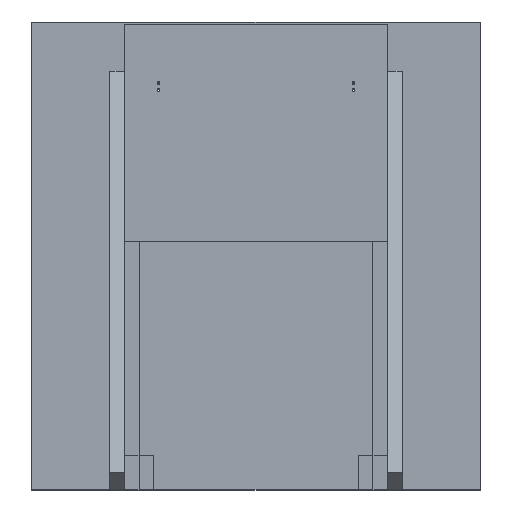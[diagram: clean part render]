
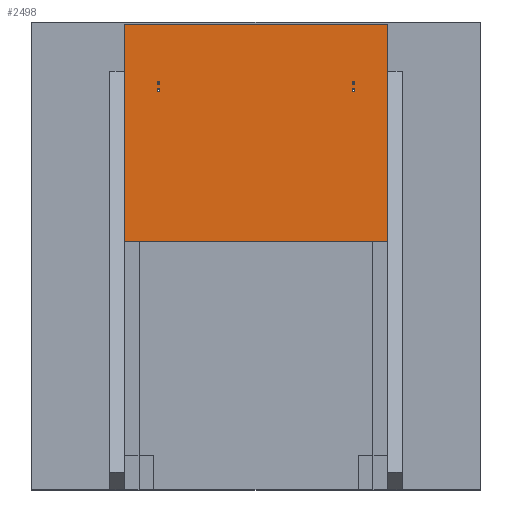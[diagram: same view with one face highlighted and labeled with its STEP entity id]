
A CAD part, top view. The second image highlights one B-rep face of the part: STEP entity #2498.
In plain terms, the highlighted face is planar.
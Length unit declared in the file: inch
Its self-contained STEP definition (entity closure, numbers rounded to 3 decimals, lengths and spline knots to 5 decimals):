
#25 = AXIS2_PLACEMENT_3D ( 'NONE', #2019, #226, #1794 ) ;
#36 = DIRECTION ( 'NONE',  ( 0., 1., 0. ) ) ;
#51 = CARTESIAN_POINT ( 'NONE',  ( 23.5, 0., -15.63281 ) ) ;
#57 = EDGE_CURVE ( 'NONE', #1353, #1497, #1027, .T. ) ;
#61 = CIRCLE ( 'NONE', #182, 0.13281 ) ;
#75 = PLANE ( 'NONE',  #25 ) ;
#140 = CARTESIAN_POINT ( 'NONE',  ( 3.5, 0., -15.63281 ) ) ;
#152 = EDGE_LOOP ( 'NONE', ( #1419, #2080 ) ) ;
#164 = EDGE_CURVE ( 'NONE', #1840, #590, #2296, .T. ) ;
#182 = AXIS2_PLACEMENT_3D ( 'NONE', #1472, #690, #1636 ) ;
#199 = ORIENTED_EDGE ( 'NONE', *, *, #2453, .T. ) ;
#205 = DIRECTION ( 'NONE',  ( 1., 0., 0. ) ) ;
#211 = DIRECTION ( 'NONE',  ( 0., 0., 1. ) ) ;
#226 = DIRECTION ( 'NONE',  ( 0., -1., 0. ) ) ;
#253 = EDGE_CURVE ( 'NONE', #641, #1071, #809, .T. ) ;
#314 = ORIENTED_EDGE ( 'NONE', *, *, #1025, .T. ) ;
#351 = AXIS2_PLACEMENT_3D ( 'NONE', #1204, #1439, #1623 ) ;
#356 = CIRCLE ( 'NONE', #1000, 0.13281 ) ;
#365 = CARTESIAN_POINT ( 'NONE',  ( 0., 0., -22.25 ) ) ;
#406 = ORIENTED_EDGE ( 'NONE', *, *, #1877, .T. ) ;
#423 = DIRECTION ( 'NONE',  ( 0., 1., 0. ) ) ;
#429 = EDGE_LOOP ( 'NONE', ( #1229, #1093, #1687, #1328 ) ) ;
#448 = ORIENTED_EDGE ( 'NONE', *, *, #698, .T. ) ;
#497 = CARTESIAN_POINT ( 'NONE',  ( 23.5, 0., -16.38281 ) ) ;
#563 = CIRCLE ( 'NONE', #2245, 0.13281 ) ;
#590 = VERTEX_POINT ( 'NONE', #51 ) ;
#597 = EDGE_CURVE ( 'NONE', #1071, #641, #61, .T. ) ;
#626 = CARTESIAN_POINT ( 'NONE',  ( 27., 0., 0. ) ) ;
#635 = CARTESIAN_POINT ( 'NONE',  ( 3.5, 0., -16.11719 ) ) ;
#641 = VERTEX_POINT ( 'NONE', #668 ) ;
#668 = CARTESIAN_POINT ( 'NONE',  ( 3.5, 0., -15.36719 ) ) ;
#690 = DIRECTION ( 'NONE',  ( 0., 1., 0. ) ) ;
#698 = EDGE_CURVE ( 'NONE', #1192, #2051, #804, .T. ) ;
#709 = FACE_BOUND ( 'NONE', #2236, .T. ) ;
#742 = DIRECTION ( 'NONE',  ( 0., 0., 1. ) ) ;
#776 = CARTESIAN_POINT ( 'NONE',  ( 23.5, 0., -16.25 ) ) ;
#795 = CARTESIAN_POINT ( 'NONE',  ( 23.5, 0., -15.36719 ) ) ;
#804 = CIRCLE ( 'NONE', #351, 0.13281 ) ;
#809 = CIRCLE ( 'NONE', #1672, 0.13281 ) ;
#825 = VERTEX_POINT ( 'NONE', #497 ) ;
#839 = CIRCLE ( 'NONE', #1902, 0.13281 ) ;
#1000 = AXIS2_PLACEMENT_3D ( 'NONE', #1557, #2345, #742 ) ;
#1025 = EDGE_CURVE ( 'NONE', #590, #1840, #356, .T. ) ;
#1027 = LINE ( 'NONE', #1441, #1341 ) ;
#1028 = DIRECTION ( 'NONE',  ( 0., 0., 1. ) ) ;
#1047 = CARTESIAN_POINT ( 'NONE',  ( 0., 0., 0. ) ) ;
#1062 = EDGE_LOOP ( 'NONE', ( #406, #199 ) ) ;
#1071 = VERTEX_POINT ( 'NONE', #140 ) ;
#1093 = ORIENTED_EDGE ( 'NONE', *, *, #57, .F. ) ;
#1104 = CARTESIAN_POINT ( 'NONE',  ( 27., 0., -22.25 ) ) ;
#1108 = DIRECTION ( 'NONE',  ( 0., 1., 0. ) ) ;
#1138 = EDGE_CURVE ( 'NONE', #2051, #1192, #563, .T. ) ;
#1151 = EDGE_CURVE ( 'NONE', #1850, #1353, #2199, .T. ) ;
#1175 = CARTESIAN_POINT ( 'NONE',  ( 0., 0., 0. ) ) ;
#1192 = VERTEX_POINT ( 'NONE', #1803 ) ;
#1198 = CARTESIAN_POINT ( 'NONE',  ( 27., 0., 0. ) ) ;
#1200 = DIRECTION ( 'NONE',  ( 0., 0., 1. ) ) ;
#1204 = CARTESIAN_POINT ( 'NONE',  ( 3.5, 0., -16.25 ) ) ;
#1207 = VECTOR ( 'NONE', #1028, 39.37008 ) ;
#1210 = EDGE_CURVE ( 'NONE', #2161, #1850, #2389, .T. ) ;
#1224 = DIRECTION ( 'NONE',  ( 0., 0., -1. ) ) ;
#1229 = ORIENTED_EDGE ( 'NONE', *, *, #2028, .F. ) ;
#1232 = LINE ( 'NONE', #2413, #1207 ) ;
#1249 = AXIS2_PLACEMENT_3D ( 'NONE', #2111, #1108, #1704 ) ;
#1273 = CARTESIAN_POINT ( 'NONE',  ( 3.5, 0., -15.5 ) ) ;
#1328 = ORIENTED_EDGE ( 'NONE', *, *, #1210, .F. ) ;
#1341 = VECTOR ( 'NONE', #1397, 39.37008 ) ;
#1353 = VERTEX_POINT ( 'NONE', #1104 ) ;
#1397 = DIRECTION ( 'NONE',  ( -1., 0., 0. ) ) ;
#1419 = ORIENTED_EDGE ( 'NONE', *, *, #597, .T. ) ;
#1433 = CARTESIAN_POINT ( 'NONE',  ( 3.5, 0., -16.25 ) ) ;
#1439 = DIRECTION ( 'NONE',  ( 0., 1., 0. ) ) ;
#1441 = CARTESIAN_POINT ( 'NONE',  ( 0., 0., -22.25 ) ) ;
#1465 = VECTOR ( 'NONE', #205, 39.37008 ) ;
#1472 = CARTESIAN_POINT ( 'NONE',  ( 3.5, 0., -15.5 ) ) ;
#1474 = VERTEX_POINT ( 'NONE', #2147 ) ;
#1497 = VERTEX_POINT ( 'NONE', #365 ) ;
#1557 = CARTESIAN_POINT ( 'NONE',  ( 23.5, 0., -15.5 ) ) ;
#1567 = ORIENTED_EDGE ( 'NONE', *, *, #1138, .T. ) ;
#1568 = DIRECTION ( 'NONE',  ( 0., 1., 0. ) ) ;
#1623 = DIRECTION ( 'NONE',  ( 0., 0., 1. ) ) ;
#1632 = FACE_BOUND ( 'NONE', #2140, .T. ) ;
#1636 = DIRECTION ( 'NONE',  ( 0., 0., 1. ) ) ;
#1652 = DIRECTION ( 'NONE',  ( 0., 1., 0. ) ) ;
#1672 = AXIS2_PLACEMENT_3D ( 'NONE', #1273, #1652, #1893 ) ;
#1683 = FACE_BOUND ( 'NONE', #1062, .T. ) ;
#1687 = ORIENTED_EDGE ( 'NONE', *, *, #1151, .F. ) ;
#1704 = DIRECTION ( 'NONE',  ( 0., 0., 1. ) ) ;
#1751 = ORIENTED_EDGE ( 'NONE', *, *, #164, .T. ) ;
#1794 = DIRECTION ( 'NONE',  ( 0., 0., -1. ) ) ;
#1798 = CARTESIAN_POINT ( 'NONE',  ( 23.5, 0., -15.5 ) ) ;
#1803 = CARTESIAN_POINT ( 'NONE',  ( 3.5, 0., -16.38281 ) ) ;
#1840 = VERTEX_POINT ( 'NONE', #795 ) ;
#1850 = VERTEX_POINT ( 'NONE', #1198 ) ;
#1870 = CIRCLE ( 'NONE', #1249, 0.13281 ) ;
#1877 = EDGE_CURVE ( 'NONE', #825, #1474, #839, .T. ) ;
#1893 = DIRECTION ( 'NONE',  ( 0., 0., 1. ) ) ;
#1902 = AXIS2_PLACEMENT_3D ( 'NONE', #776, #423, #211 ) ;
#2017 = FACE_BOUND ( 'NONE', #152, .T. ) ;
#2019 = CARTESIAN_POINT ( 'NONE',  ( 0., 0., 0. ) ) ;
#2028 = EDGE_CURVE ( 'NONE', #1497, #2161, #1232, .T. ) ;
#2051 = VERTEX_POINT ( 'NONE', #635 ) ;
#2080 = ORIENTED_EDGE ( 'NONE', *, *, #253, .T. ) ;
#2111 = CARTESIAN_POINT ( 'NONE',  ( 23.5, 0., -16.25 ) ) ;
#2140 = EDGE_LOOP ( 'NONE', ( #314, #1751 ) ) ;
#2147 = CARTESIAN_POINT ( 'NONE',  ( 23.5, 0., -16.11719 ) ) ;
#2161 = VERTEX_POINT ( 'NONE', #1047 ) ;
#2199 = LINE ( 'NONE', #626, #2470 ) ;
#2236 = EDGE_LOOP ( 'NONE', ( #448, #1567 ) ) ;
#2245 = AXIS2_PLACEMENT_3D ( 'NONE', #1433, #1568, #1200 ) ;
#2277 = FACE_OUTER_BOUND ( 'NONE', #429, .T. ) ;
#2296 = CIRCLE ( 'NONE', #2342, 0.13281 ) ;
#2342 = AXIS2_PLACEMENT_3D ( 'NONE', #1798, #36, #2451 ) ;
#2345 = DIRECTION ( 'NONE',  ( 0., 1., 0. ) ) ;
#2389 = LINE ( 'NONE', #1175, #1465 ) ;
#2413 = CARTESIAN_POINT ( 'NONE',  ( 0., 0., 0. ) ) ;
#2451 = DIRECTION ( 'NONE',  ( 0., 0., 1. ) ) ;
#2453 = EDGE_CURVE ( 'NONE', #1474, #825, #1870, .T. ) ;
#2470 = VECTOR ( 'NONE', #1224, 39.37008 ) ;
#2498 = ADVANCED_FACE ( 'NONE', ( #1683, #709, #2277, #2017, #1632 ), #75, .T. ) ;
